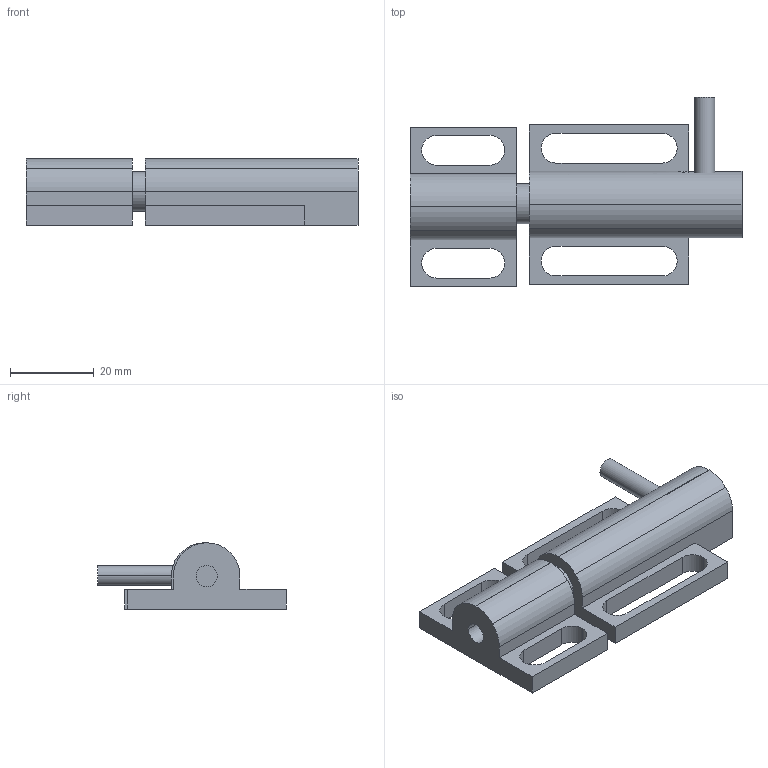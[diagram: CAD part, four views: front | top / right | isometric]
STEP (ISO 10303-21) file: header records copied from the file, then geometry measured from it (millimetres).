
FILE_DESCRIPTION((''),'2;1');
FILE_NAME('10AC7762.stp','2015-07-02T14:55:00',(''),(''),'Mechanical Desktop 2011','Mechanical Desktop 2011',', , ');
FILE_SCHEMA(('AUTOMOTIVE_DESIGN { 1 2 10303 214 1 1 1 1 }'));
Length unit declared in the file: inch
Products named in the file (1): Product
Bounding box: 79.33 x 45.16 x 15.88 mm (x, y, z)
Volume: 18472.8 mm3; surface area: 12307.3 mm2
Topology: 4 solids, 4 shells, 86 faces, 225 edges, 148 vertices
Faces by surface type: cylinder 42, plane 41, cone 2, sphere 1
Entity records: 2773 total; most frequent: CARTESIAN_POINT 495, DIRECTION 481, ORIENTED_EDGE 448, EDGE_CURVE 224, AXIS2_PLACEMENT_3D 174, VERTEX_POINT 148, VECTOR 133, LINE 133
